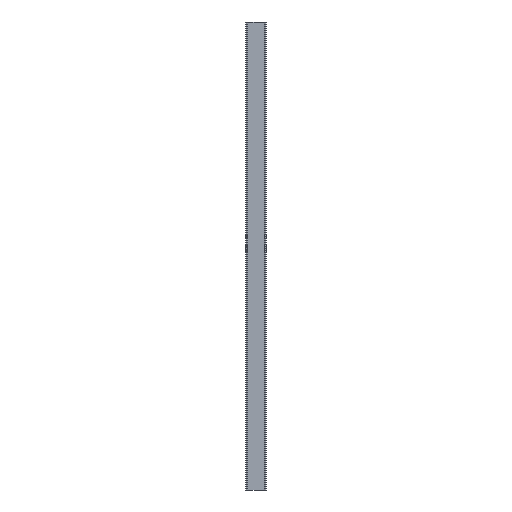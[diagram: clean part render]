
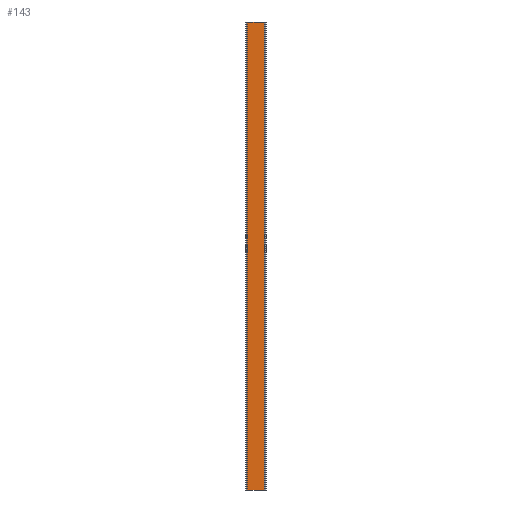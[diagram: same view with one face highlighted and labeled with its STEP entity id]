
A CAD part, left-side view. The second image highlights one B-rep face of the part: STEP entity #143.
In plain terms, the highlighted planar face has unit normal (-1, 0, 0).
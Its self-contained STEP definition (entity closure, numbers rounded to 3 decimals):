
#8 = AXIS2_PLACEMENT_3D ( 'NONE', #450, #586, #666 ) ;
#16 = CARTESIAN_POINT ( 'NONE',  ( 25.25, 11.13, 3000. ) ) ;
#40 = DIRECTION ( 'NONE',  ( 0., -1., 0. ) ) ;
#91 = EDGE_CURVE ( 'NONE', #707, #858, #476, .T. ) ;
#113 = VECTOR ( 'NONE', #775, 1000. ) ;
#120 = VECTOR ( 'NONE', #157, 1000. ) ;
#143 = ADVANCED_FACE ( 'NONE', ( #886 ), #360, .F. ) ;
#157 = DIRECTION ( 'NONE',  ( 0., 0., -1. ) ) ;
#170 = CARTESIAN_POINT ( 'NONE',  ( 25.25, 11.13, 3000. ) ) ;
#199 = LINE ( 'NONE', #255, #496 ) ;
#220 = DIRECTION ( 'NONE',  ( 0., 0., -1. ) ) ;
#255 = CARTESIAN_POINT ( 'NONE',  ( 25.25, 11.13, 0. ) ) ;
#305 = CARTESIAN_POINT ( 'NONE',  ( 25.25, 125., 3000. ) ) ;
#347 = VECTOR ( 'NONE', #220, 1000. ) ;
#360 = PLANE ( 'NONE',  #8 ) ;
#407 = ORIENTED_EDGE ( 'NONE', *, *, #565, .F. ) ;
#437 = EDGE_CURVE ( 'NONE', #679, #632, #520, .T. ) ;
#450 = CARTESIAN_POINT ( 'NONE',  ( 25.25, 11.13, 3000. ) ) ;
#476 = LINE ( 'NONE', #170, #347 ) ;
#496 = VECTOR ( 'NONE', #40, 1000. ) ;
#500 = CARTESIAN_POINT ( 'NONE',  ( 25.25, 11.13, 0. ) ) ;
#520 = LINE ( 'NONE', #305, #120 ) ;
#540 = CARTESIAN_POINT ( 'NONE',  ( 25.25, 11.13, 3000. ) ) ;
#560 = ORIENTED_EDGE ( 'NONE', *, *, #831, .T. ) ;
#565 = EDGE_CURVE ( 'NONE', #679, #707, #749, .T. ) ;
#586 = DIRECTION ( 'NONE',  ( 1., 0., 0. ) ) ;
#632 = VERTEX_POINT ( 'NONE', #943 ) ;
#666 = DIRECTION ( 'NONE',  ( 0., 0., -1. ) ) ;
#679 = VERTEX_POINT ( 'NONE', #686 ) ;
#686 = CARTESIAN_POINT ( 'NONE',  ( 25.25, 125., 3000. ) ) ;
#700 = ORIENTED_EDGE ( 'NONE', *, *, #437, .T. ) ;
#707 = VERTEX_POINT ( 'NONE', #540 ) ;
#749 = LINE ( 'NONE', #16, #113 ) ;
#768 = EDGE_LOOP ( 'NONE', ( #560, #960, #407, #700 ) ) ;
#775 = DIRECTION ( 'NONE',  ( 0., -1., 0. ) ) ;
#831 = EDGE_CURVE ( 'NONE', #632, #858, #199, .T. ) ;
#858 = VERTEX_POINT ( 'NONE', #500 ) ;
#886 = FACE_OUTER_BOUND ( 'NONE', #768, .T. ) ;
#943 = CARTESIAN_POINT ( 'NONE',  ( 25.25, 125., 0. ) ) ;
#960 = ORIENTED_EDGE ( 'NONE', *, *, #91, .F. ) ;
